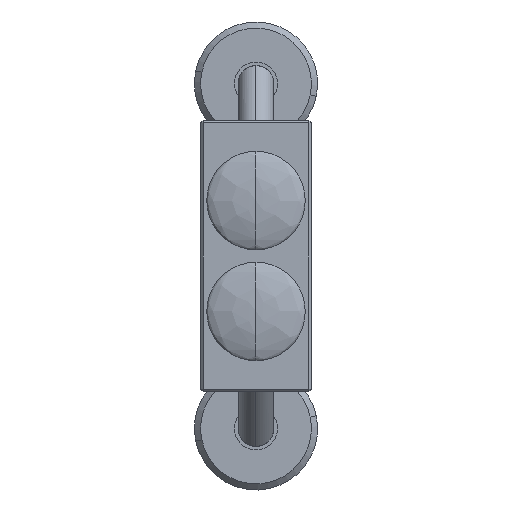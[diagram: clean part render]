
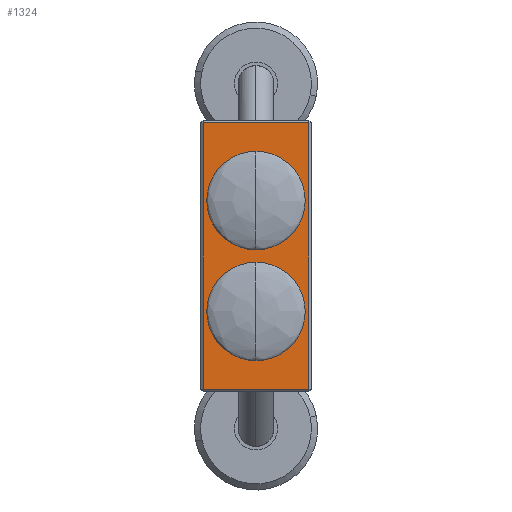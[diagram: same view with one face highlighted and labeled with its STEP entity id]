
A CAD part, left-side view. The second image highlights one B-rep face of the part: STEP entity #1324.
In plain terms, the highlighted planar face has unit normal (-1, 0, 0).
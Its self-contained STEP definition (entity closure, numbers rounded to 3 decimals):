
#2 = AXIS2_PLACEMENT_3D ( 'NONE', #2070, #94, #1853 ) ;
#15 = CARTESIAN_POINT ( 'NONE',  ( -15., 0., -8.5 ) ) ;
#50 = ORIENTED_EDGE ( 'NONE', *, *, #1537, .T. ) ;
#81 = VERTEX_POINT ( 'NONE', #1104 ) ;
#94 = DIRECTION ( 'NONE',  ( -1., 0., 0. ) ) ;
#122 = VERTEX_POINT ( 'NONE', #1872 ) ;
#125 = CARTESIAN_POINT ( 'NONE',  ( -15., 0., 0. ) ) ;
#167 = CIRCLE ( 'NONE', #1369, 4. ) ;
#183 = EDGE_CURVE ( 'NONE', #368, #122, #167, .T. ) ;
#226 = DIRECTION ( 'NONE',  ( 0., 0., 1. ) ) ;
#235 = ORIENTED_EDGE ( 'NONE', *, *, #2114, .T. ) ;
#240 = VERTEX_POINT ( 'NONE', #1363 ) ;
#295 = LINE ( 'NONE', #766, #1940 ) ;
#348 = VERTEX_POINT ( 'NONE', #1841 ) ;
#368 = VERTEX_POINT ( 'NONE', #15 ) ;
#431 = PLANE ( 'NONE',  #2049 ) ;
#541 = EDGE_CURVE ( 'NONE', #543, #348, #1901, .T. ) ;
#543 = VERTEX_POINT ( 'NONE', #723 ) ;
#567 = CARTESIAN_POINT ( 'NONE',  ( -15., 0., -4.5 ) ) ;
#613 = ORIENTED_EDGE ( 'NONE', *, *, #1464, .T. ) ;
#624 = FACE_BOUND ( 'NONE', #1635, .T. ) ;
#657 = EDGE_CURVE ( 'NONE', #240, #930, #1149, .T. ) ;
#693 = EDGE_CURVE ( 'NONE', #122, #368, #1620, .T. ) ;
#723 = CARTESIAN_POINT ( 'NONE',  ( -15., 0., 0.5 ) ) ;
#763 = DIRECTION ( 'NONE',  ( -1., 0., 0. ) ) ;
#766 = CARTESIAN_POINT ( 'NONE',  ( -15., -4.3, 11. ) ) ;
#787 = CARTESIAN_POINT ( 'NONE',  ( -15., 0., 4.5 ) ) ;
#791 = DIRECTION ( 'NONE',  ( -1., 0., 0. ) ) ;
#792 = ORIENTED_EDGE ( 'NONE', *, *, #693, .F. ) ;
#793 = DIRECTION ( 'NONE',  ( 0., 0., 1. ) ) ;
#863 = VERTEX_POINT ( 'NONE', #989 ) ;
#878 = LINE ( 'NONE', #2007, #1261 ) ;
#930 = VERTEX_POINT ( 'NONE', #1833 ) ;
#978 = VECTOR ( 'NONE', #1386, 1000. ) ;
#989 = CARTESIAN_POINT ( 'NONE',  ( -15., -4.3, -10.8 ) ) ;
#1005 = CIRCLE ( 'NONE', #2, 4. ) ;
#1011 = DIRECTION ( 'NONE',  ( 0., 0., -1. ) ) ;
#1051 = ORIENTED_EDGE ( 'NONE', *, *, #183, .F. ) ;
#1104 = CARTESIAN_POINT ( 'NONE',  ( -15., 4.3, -10.8 ) ) ;
#1118 = FACE_BOUND ( 'NONE', #1427, .T. ) ;
#1149 = LINE ( 'NONE', #1379, #1197 ) ;
#1197 = VECTOR ( 'NONE', #1454, 1000. ) ;
#1230 = EDGE_LOOP ( 'NONE', ( #613, #235, #2033, #50 ) ) ;
#1261 = VECTOR ( 'NONE', #1011, 1000. ) ;
#1324 = ADVANCED_FACE ( 'NONE', ( #1921, #624, #1118 ), #431, .T. ) ;
#1363 = CARTESIAN_POINT ( 'NONE',  ( -15., -4.3, 10.8 ) ) ;
#1364 = ORIENTED_EDGE ( 'NONE', *, *, #1929, .F. ) ;
#1369 = AXIS2_PLACEMENT_3D ( 'NONE', #567, #763, #1932 ) ;
#1379 = CARTESIAN_POINT ( 'NONE',  ( -15., 4.5, 10.8 ) ) ;
#1386 = DIRECTION ( 'NONE',  ( 0., -1., 0. ) ) ;
#1397 = CARTESIAN_POINT ( 'NONE',  ( -15., -4.5, -10.8 ) ) ;
#1401 = AXIS2_PLACEMENT_3D ( 'NONE', #1581, #1583, #1598 ) ;
#1405 = LINE ( 'NONE', #1397, #978 ) ;
#1427 = EDGE_LOOP ( 'NONE', ( #792, #1051 ) ) ;
#1454 = DIRECTION ( 'NONE',  ( 0., 1., 0. ) ) ;
#1455 = ORIENTED_EDGE ( 'NONE', *, *, #541, .F. ) ;
#1464 = EDGE_CURVE ( 'NONE', #81, #863, #1405, .T. ) ;
#1537 = EDGE_CURVE ( 'NONE', #930, #81, #878, .T. ) ;
#1581 = CARTESIAN_POINT ( 'NONE',  ( -15., 0., -4.5 ) ) ;
#1583 = DIRECTION ( 'NONE',  ( -1., 0., 0. ) ) ;
#1598 = DIRECTION ( 'NONE',  ( 0., 0., 1. ) ) ;
#1620 = CIRCLE ( 'NONE', #1401, 4. ) ;
#1635 = EDGE_LOOP ( 'NONE', ( #1364, #1455 ) ) ;
#1669 = AXIS2_PLACEMENT_3D ( 'NONE', #787, #791, #793 ) ;
#1735 = DIRECTION ( 'NONE',  ( 0., 0., 1. ) ) ;
#1825 = DIRECTION ( 'NONE',  ( -1., 0., 0. ) ) ;
#1833 = CARTESIAN_POINT ( 'NONE',  ( -15., 4.3, 10.8 ) ) ;
#1841 = CARTESIAN_POINT ( 'NONE',  ( -15., 0., 8.5 ) ) ;
#1853 = DIRECTION ( 'NONE',  ( 0., 0., 1. ) ) ;
#1872 = CARTESIAN_POINT ( 'NONE',  ( -15., 0., -0.5 ) ) ;
#1901 = CIRCLE ( 'NONE', #1669, 4. ) ;
#1921 = FACE_OUTER_BOUND ( 'NONE', #1230, .T. ) ;
#1929 = EDGE_CURVE ( 'NONE', #348, #543, #1005, .T. ) ;
#1932 = DIRECTION ( 'NONE',  ( 0., 0., 1. ) ) ;
#1940 = VECTOR ( 'NONE', #1735, 1000. ) ;
#2007 = CARTESIAN_POINT ( 'NONE',  ( -15., 4.3, -11. ) ) ;
#2033 = ORIENTED_EDGE ( 'NONE', *, *, #657, .T. ) ;
#2049 = AXIS2_PLACEMENT_3D ( 'NONE', #125, #1825, #226 ) ;
#2070 = CARTESIAN_POINT ( 'NONE',  ( -15., 0., 4.5 ) ) ;
#2114 = EDGE_CURVE ( 'NONE', #863, #240, #295, .T. ) ;
